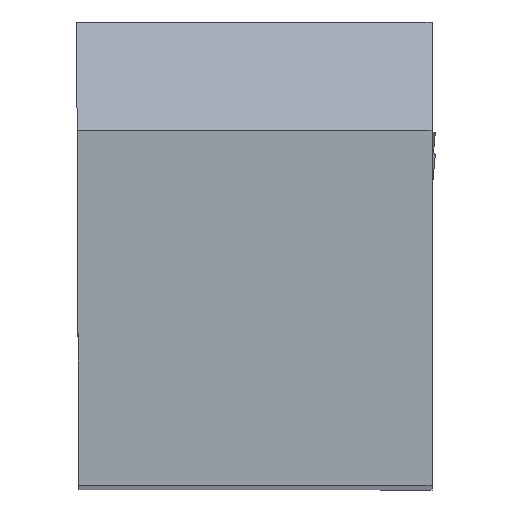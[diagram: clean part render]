
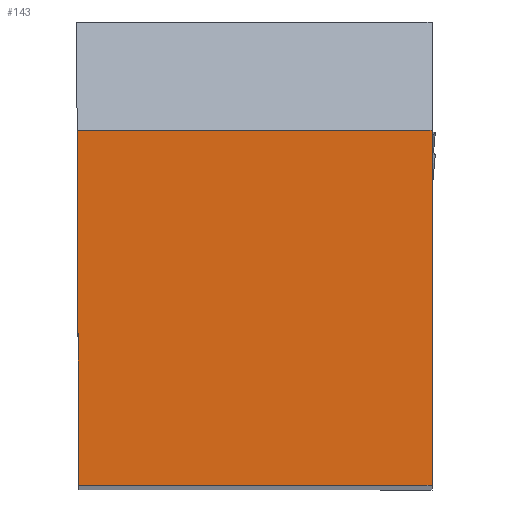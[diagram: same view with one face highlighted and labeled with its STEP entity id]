
A CAD part, top view. The second image highlights one B-rep face of the part: STEP entity #143.
In plain terms, the highlighted planar face has unit normal (0, 0, 1).
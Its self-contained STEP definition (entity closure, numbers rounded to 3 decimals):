
#143=ADVANCED_FACE('BLANK_BOXF006',(#247),#203,.T.);
#203=PLANE('',#1352);
#247=FACE_OUTER_BOUND('',#309,.T.);
#309=EDGE_LOOP('',(#691,#692,#693,#694));
#366=LINE('',#1705,#487);
#390=LINE('',#1792,#511);
#403=LINE('',#1818,#524);
#408=LINE('',#1853,#529);
#487=VECTOR('',#1417,1.);
#511=VECTOR('',#1461,1.);
#524=VECTOR('',#1484,1.);
#529=VECTOR('',#1499,1.);
#691=ORIENTED_EDGE('',*,*,#1101,.T.);
#692=ORIENTED_EDGE('',*,*,#1115,.F.);
#693=ORIENTED_EDGE('',*,*,#1069,.T.);
#694=ORIENTED_EDGE('',*,*,#1123,.T.);
#956=VERTEX_POINT('',#1704);
#957=VERTEX_POINT('',#1706);
#983=VERTEX_POINT('',#1791);
#984=VERTEX_POINT('',#1793);
#1069=EDGE_CURVE('',#957,#956,#366,.T.);
#1101=EDGE_CURVE('',#984,#983,#390,.T.);
#1115=EDGE_CURVE('',#957,#983,#403,.T.);
#1123=EDGE_CURVE('',#956,#984,#408,.T.);
#1352=AXIS2_PLACEMENT_3D('',#1854,#1500,#1501);
#1417=DIRECTION('',(0.,1.,0.));
#1461=DIRECTION('',(0.004,-1.,0.));
#1484=DIRECTION('',(-1.,0.,0.));
#1499=DIRECTION('',(-1.,0.,0.));
#1500=DIRECTION('',(0.,0.,1.));
#1501=DIRECTION('',(1.,0.,0.));
#1704=CARTESIAN_POINT('',(15.775,15.775,0.));
#1705=CARTESIAN_POINT('',(15.775,21.775,0.));
#1706=CARTESIAN_POINT('',(15.775,0.,0.));
#1791=CARTESIAN_POINT('',(0.069,0.,0.));
#1792=CARTESIAN_POINT('',(-0.027,21.871,0.));
#1793=CARTESIAN_POINT('',(0.,15.775,0.));
#1818=CARTESIAN_POINT('',(-22.,0.,0.));
#1853=CARTESIAN_POINT('',(-22.,15.775,0.));
#1854=CARTESIAN_POINT('',(-22.,21.775,0.));
